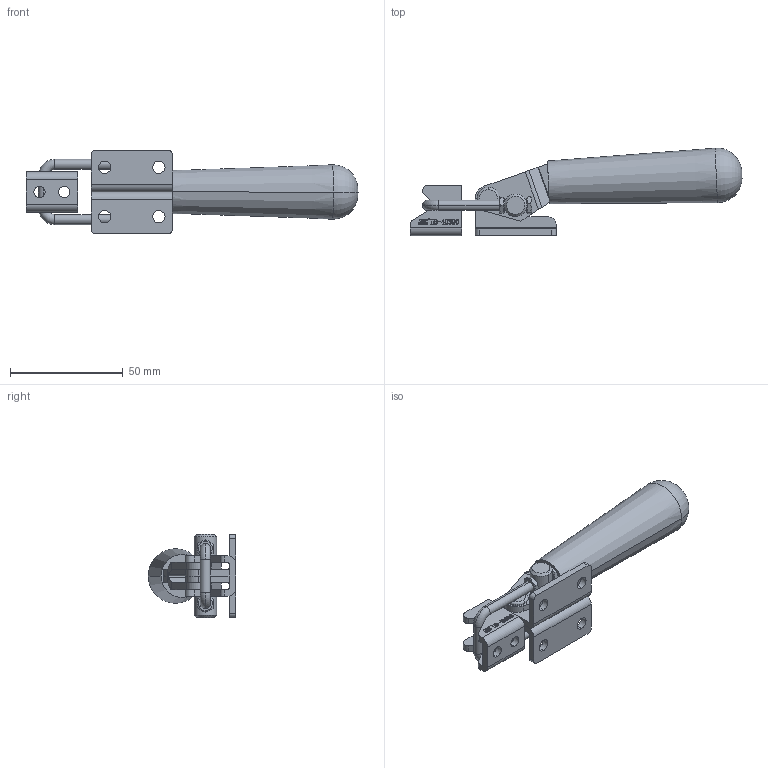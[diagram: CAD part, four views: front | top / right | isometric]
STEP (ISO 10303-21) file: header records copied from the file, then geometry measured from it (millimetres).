
FILE_DESCRIPTION (( 'STEP AP203' ), '1' );
FILE_NAME ('HS-40390 装配体.STEP', '2018-12-07T07:00:50', ( 'PCOS' ), ( '微软中国' ), 'SwSTEP 2.0', 'SolidWorks 2012', '' );
FILE_SCHEMA (( 'CONFIG_CONTROL_DESIGN' ));
Length unit declared in the file: millimetre
Products named in the file (10): HS-40390 蚾饜极; hex thin nuts-grades ab-chamfered gb_GB_FASTENER_NUT_STNAB M4-N; 挴裝; 种粣; 种1; 忒梟酘; 忒梟衵; 忒參; 縐諶; 菁釱
Assembly tree (12 placements, depth 2):
  HS-40390 蚾饜极
    菁釱
    縐諶
    忒參
    忒梟衵
    忒梟酘
    种1
    种粣
    挴裝
    hex thin nuts-grades ab-chamfered gb_GB_FASTENER_NUT_STNAB M4-N  x4
Bounding box: 147.45 x 38.87 x 37 mm (x, y, z)
Volume: 47456.3 mm3; surface area: 20415.1 mm2
Topology: 13 solids, 13 shells, 597 faces, 1540 edges, 999 vertices
Faces by surface type: plane 287, bspline 146, cylinder 112, cone 42, torus 10
Entity records: 24138 total; most frequent: CARTESIAN_POINT 10425, ORIENTED_EDGE 2836, DIRECTION 2162, EDGE_CURVE 1418, VERTEX_POINT 927, LINE 858, VECTOR 858, AXIS2_PLACEMENT_3D 652
